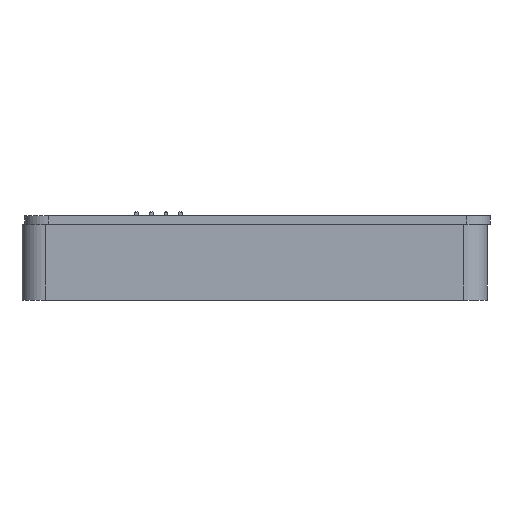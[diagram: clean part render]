
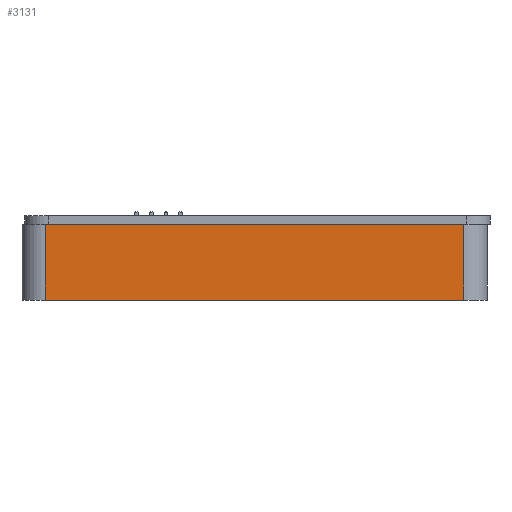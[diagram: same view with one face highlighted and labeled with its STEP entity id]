
A CAD part, left-side view. The second image highlights one B-rep face of the part: STEP entity #3131.
In plain terms, the highlighted planar face has unit normal (-1, 0, 0).
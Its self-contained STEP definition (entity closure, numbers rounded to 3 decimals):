
#3000 = VERTEX_POINT('',#3001);
#3001 = CARTESIAN_POINT('',(-39.5,13.,-30.5));
#3008 = EDGE_CURVE('',#3000,#3009,#3011,.T.);
#3009 = VERTEX_POINT('',#3010);
#3010 = CARTESIAN_POINT('',(-39.5,13.,41.19));
#3011 = LINE('',#3012,#3013);
#3012 = CARTESIAN_POINT('',(-39.5,13.,45.19));
#3013 = VECTOR('',#3014,1.);
#3014 = DIRECTION('',(0.,0.,1.));
#3111 = EDGE_CURVE('',#3009,#3112,#3114,.T.);
#3112 = VERTEX_POINT('',#3113);
#3113 = CARTESIAN_POINT('',(-39.5,0.,41.19));
#3114 = LINE('',#3115,#3116);
#3115 = CARTESIAN_POINT('',(-39.5,0.,41.19));
#3116 = VECTOR('',#3117,1.);
#3117 = DIRECTION('',(0.,-1.,0.));
#3131 = ADVANCED_FACE('',(#3132),#3150,.T.);
#3132 = FACE_BOUND('',#3133,.T.);
#3133 = EDGE_LOOP('',(#3134,#3135,#3136,#3144));
#3134 = ORIENTED_EDGE('',*,*,#3111,.F.);
#3135 = ORIENTED_EDGE('',*,*,#3008,.F.);
#3136 = ORIENTED_EDGE('',*,*,#3137,.F.);
#3137 = EDGE_CURVE('',#3138,#3000,#3140,.T.);
#3138 = VERTEX_POINT('',#3139);
#3139 = CARTESIAN_POINT('',(-39.5,0.,-30.5));
#3140 = LINE('',#3141,#3142);
#3141 = CARTESIAN_POINT('',(-39.5,0.,-30.5));
#3142 = VECTOR('',#3143,1.);
#3143 = DIRECTION('',(0.,1.,0.));
#3144 = ORIENTED_EDGE('',*,*,#3145,.F.);
#3145 = EDGE_CURVE('',#3112,#3138,#3146,.T.);
#3146 = LINE('',#3147,#3148);
#3147 = CARTESIAN_POINT('',(-39.5,0.,45.19));
#3148 = VECTOR('',#3149,1.);
#3149 = DIRECTION('',(0.,0.,-1.));
#3150 = PLANE('',#3151);
#3151 = AXIS2_PLACEMENT_3D('',#3152,#3153,#3154);
#3152 = CARTESIAN_POINT('',(-39.5,0.,-34.5));
#3153 = DIRECTION('',(-1.,0.,0.));
#3154 = DIRECTION('',(0.,0.,1.));
